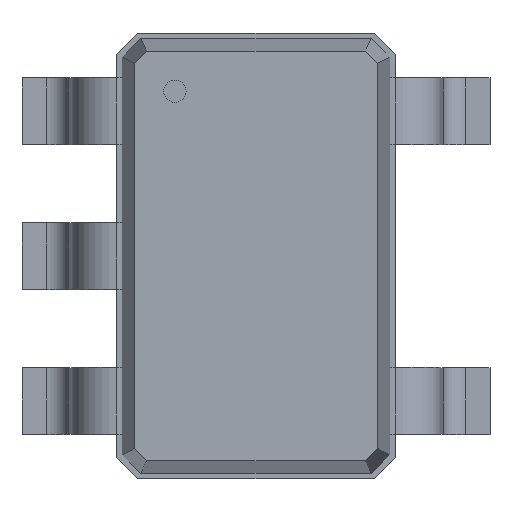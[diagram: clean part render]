
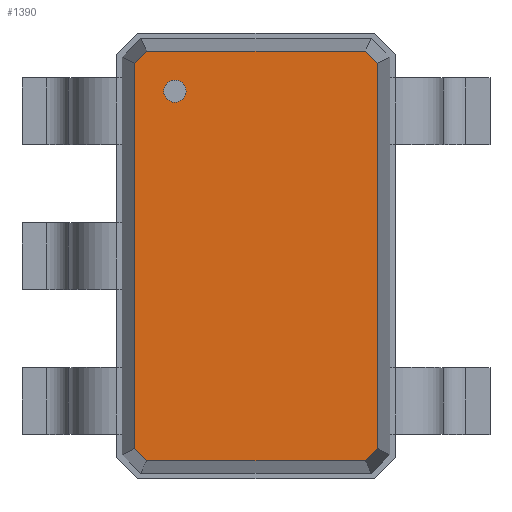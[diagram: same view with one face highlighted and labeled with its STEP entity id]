
A CAD part, top view. The second image highlights one B-rep face of the part: STEP entity #1390.
In plain terms, the highlighted planar face has unit normal (0, 0, 1).
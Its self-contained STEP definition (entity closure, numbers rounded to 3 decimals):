
#13=DIRECTION('',(0.,0.,1.));
#27=VECTOR('',#28,1.);
#28=DIRECTION('',(1.,0.,0.));
#51=VECTOR('',#52,1.);
#52=DIRECTION('',(0.707,-0.707,0.));
#58=VECTOR('',#59,1.);
#59=DIRECTION('',(0.,-1.,0.));
#65=VECTOR('',#66,1.);
#66=DIRECTION('',(-0.707,-0.707,0.));
#72=VECTOR('',#73,1.);
#73=DIRECTION('',(-1.,0.,0.));
#79=VECTOR('',#80,1.);
#80=DIRECTION('',(-0.707,0.707,0.));
#86=VECTOR('',#87,1.);
#87=DIRECTION('',(0.,1.,0.));
#91=VECTOR('',#92,1.);
#92=DIRECTION('',(0.707,0.707,0.));
#644=VERTEX_POINT('',#645);
#645=CARTESIAN_POINT('',(-0.544,0.864,1.05));
#647=ORIENTED_EDGE('',*,*,#648,.F.);
#648=EDGE_CURVE('',#649,#644,#651,.T.);
#649=VERTEX_POINT('',#650);
#650=CARTESIAN_POINT('',(-0.544,-0.864,1.05));
#651=LINE('',#650,#86);
#662=VERTEX_POINT('',#663);
#663=CARTESIAN_POINT('',(-0.489,0.919,1.05));
#665=ORIENTED_EDGE('',*,*,#666,.F.);
#666=EDGE_CURVE('',#644,#662,#667,.T.);
#667=LINE('',#645,#91);
#676=VERTEX_POINT('',#677);
#677=CARTESIAN_POINT('',(0.489,0.919,1.05));
#679=ORIENTED_EDGE('',*,*,#680,.F.);
#680=EDGE_CURVE('',#662,#676,#681,.T.);
#681=LINE('',#663,#27);
#690=VERTEX_POINT('',#691);
#691=CARTESIAN_POINT('',(0.544,0.864,1.05));
#693=ORIENTED_EDGE('',*,*,#694,.F.);
#694=EDGE_CURVE('',#676,#690,#695,.T.);
#695=LINE('',#677,#51);
#720=VERTEX_POINT('',#721);
#721=CARTESIAN_POINT('',(0.544,-0.864,1.05));
#723=ORIENTED_EDGE('',*,*,#724,.F.);
#724=EDGE_CURVE('',#690,#720,#725,.T.);
#725=LINE('',#691,#58);
#1390=ADVANCED_FACE('',(#1391,#1406),#1416,.T.);
#1391=FACE_BOUND('',#1392,.T.);
#1392=EDGE_LOOP('',(#679,#665,#647,#1393,#1398,#1403,#723,#693));
#1393=ORIENTED_EDGE('',*,*,#1394,.F.);
#1394=EDGE_CURVE('',#1395,#649,#1397,.T.);
#1395=VERTEX_POINT('',#1396);
#1396=CARTESIAN_POINT('',(-0.489,-0.919,1.05));
#1397=LINE('',#1396,#79);
#1398=ORIENTED_EDGE('',*,*,#1399,.F.);
#1399=EDGE_CURVE('',#1400,#1395,#1402,.T.);
#1400=VERTEX_POINT('',#1401);
#1401=CARTESIAN_POINT('',(0.489,-0.919,1.05));
#1402=LINE('',#1401,#72);
#1403=ORIENTED_EDGE('',*,*,#1404,.F.);
#1404=EDGE_CURVE('',#720,#1400,#1405,.T.);
#1405=LINE('',#721,#65);
#1406=FACE_BOUND('',#1407,.T.);
#1407=EDGE_LOOP('',(#1408));
#1408=ORIENTED_EDGE('',*,*,#1409,.T.);
#1409=EDGE_CURVE('',#1410,#1410,#1412,.T.);
#1410=VERTEX_POINT('',#1411);
#1411=CARTESIAN_POINT('',(-0.364,0.689,1.05));
#1412=CIRCLE('',#1413,0.05);
#1413=AXIS2_PLACEMENT_3D('',#1414,#1415,#59);
#1414=CARTESIAN_POINT('',(-0.364,0.739,1.05));
#1415=DIRECTION('',(0.,-0.,-1.));
#1416=PLANE('',#1417);
#1417=AXIS2_PLACEMENT_3D('',#663,#13,#1418);
#1418=DIRECTION('',(0.47,-0.883,0.));
